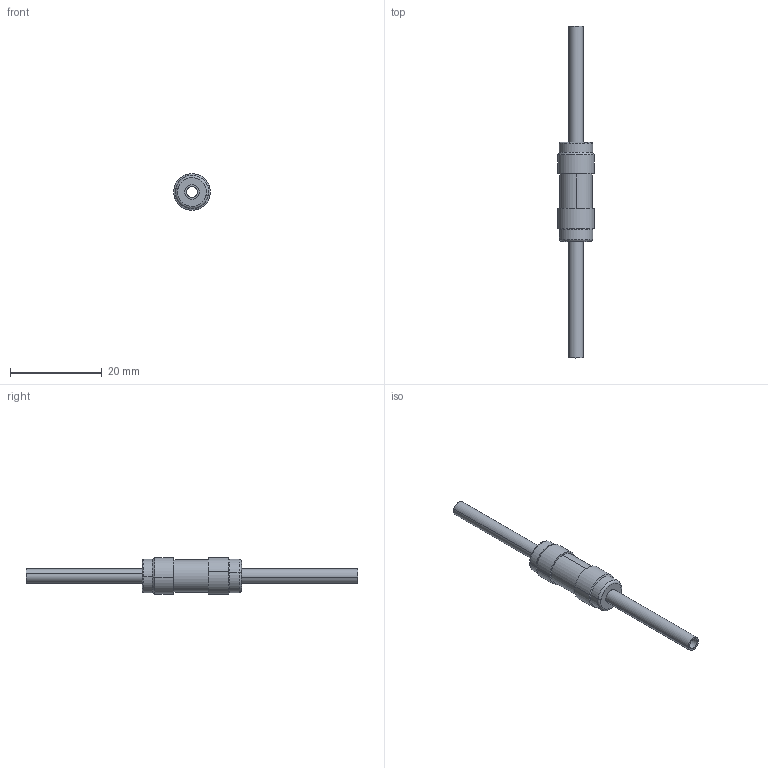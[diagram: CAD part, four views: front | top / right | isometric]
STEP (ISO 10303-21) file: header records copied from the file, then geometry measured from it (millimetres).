
FILE_DESCRIPTION (( 'STEP AP203' ), '1' );
FILE_NAME ('A1886-3-W.STEP', '2013-11-20T13:07:26', ( '' ), ( '' ), 'SwSTEP 2.0', 'SolidWorks 2012', '' );
FILE_SCHEMA (( 'CONFIG_CONTROL_DESIGN' ));
Length unit declared in the file: inch
Products named in the file (5): A1886-3-W; A4197-1_TRIMMED; A1887-3; A0051-12-.116; A0576-1
Assembly tree (5 placements, depth 2):
  A1886-3-W
    A0576-1
    A0051-12-.116
    A1887-3  x2
    A4197-1_TRIMMED
Bounding box: 7.96 x 72.39 x 7.96 mm (x, y, z)
Volume: 887.7 mm3; surface area: 2197.8 mm2
Topology: 5 solids, 5 shells, 68 faces, 136 edges, 82 vertices
Faces by surface type: cylinder 36, plane 14, cone 14, torus 4
Entity records: 2119 total; most frequent: DIRECTION 326, CARTESIAN_POINT 255, ORIENTED_EDGE 236, AXIS2_PLACEMENT_3D 141, EDGE_CURVE 118, CIRCLE 74, EDGE_LOOP 70, VERTEX_POINT 70
